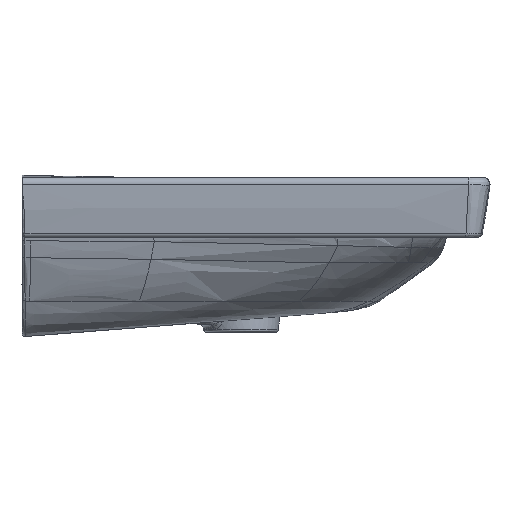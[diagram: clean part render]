
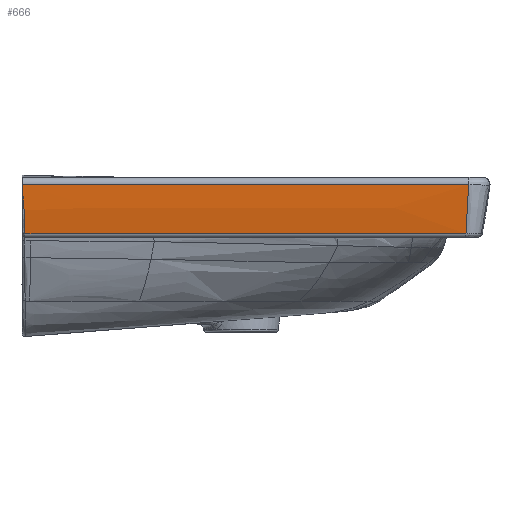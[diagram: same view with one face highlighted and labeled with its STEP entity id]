
A CAD part, left-side view. The second image highlights one B-rep face of the part: STEP entity #666.
In plain terms, the highlighted face is a extrusion surface.
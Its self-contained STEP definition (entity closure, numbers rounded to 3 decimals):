
#47=SURFACE_OF_LINEAR_EXTRUSION('',#4155,#406);
#350=LINE('',#69235,#401);
#352=LINE('',#69246,#403);
#401=VECTOR('',#4450,1.);
#403=VECTOR('',#4454,1.);
#406=VECTOR('',#4467,1.);
#666=ADVANCED_FACE('',(#1014),#47,.F.);
#1014=FACE_OUTER_BOUND('',#1276,.T.);
#1276=EDGE_LOOP('',(#2550,#2551,#2552,#2553));
#2550=ORIENTED_EDGE('',*,*,#3631,.T.);
#2551=ORIENTED_EDGE('',*,*,#3630,.T.);
#2552=ORIENTED_EDGE('',*,*,#3634,.T.);
#2553=ORIENTED_EDGE('',*,*,#3651,.F.);
#2967=VERTEX_POINT('',#65683);
#2970=VERTEX_POINT('',#65802);
#2994=VERTEX_POINT('',#69236);
#2996=VERTEX_POINT('',#69247);
#3630=EDGE_CURVE('',#2970,#2967,#4142,.T.);
#3631=EDGE_CURVE('',#2994,#2970,#350,.T.);
#3634=EDGE_CURVE('',#2967,#2996,#352,.T.);
#3651=EDGE_CURVE('',#2994,#2996,#4154,.T.);
#4142=B_SPLINE_CURVE_WITH_KNOTS('',3,(#69178,#69179,#69180,#69181,#69182,
#69183,#69184,#69185,#69186,#69187,#69188,#69189,#69190,#69191,#69192,#69193,
#69194,#69195,#69196,#69197,#69198,#69199,#69200,#69201,#69202,#69203,#69204),
 .UNSPECIFIED.,.F.,.F.,(4,2,2,2,1,1,2,2,2,2,2,1,2,2,4),(0.,0.125,
0.187,0.219,0.234,0.242,
0.246,0.25,0.375,0.437,
0.469,0.484,0.492,0.5,
1.),.UNSPECIFIED.);
#4154=B_SPLINE_CURVE_WITH_KNOTS('',3,(#69628,#69629,#69630,#69631,#69632,
#69633,#69634),.UNSPECIFIED.,.F.,.F.,(4,1,1,1,4),(0.,0.16,
0.462,0.765,1.),.UNSPECIFIED.);
#4155=B_SPLINE_CURVE_WITH_KNOTS('',3,(#69635,#69636,#69637,#69638,#69639,
#69640,#69641,#69642,#69643,#69644,#69645,#69646,#69647,#69648),
 .UNSPECIFIED.,.F.,.F.,(4,2,2,2,2,2,4),(0.,0.045,0.197,
0.5,0.803,0.955,1.),.UNSPECIFIED.);
#4450=DIRECTION('',(0.,1.,0.));
#4454=DIRECTION('',(0.,-1.,0.));
#4467=DIRECTION('',(0.,-1.,0.));
#65683=CARTESIAN_POINT('',(-595.378,-3.,-56.675));
#65802=CARTESIAN_POINT('',(-599.999,0.,-7.118));
#69178=CARTESIAN_POINT('',(-599.999,0.,-7.118));
#69179=CARTESIAN_POINT('',(-599.953,-0.249,-9.879));
#69180=CARTESIAN_POINT('',(-599.879,-0.466,-12.297));
#69181=CARTESIAN_POINT('',(-599.759,-0.741,-15.408));
#69182=CARTESIAN_POINT('',(-599.718,-0.825,-16.359));
#69183=CARTESIAN_POINT('',(-599.657,-0.938,-17.658));
#69184=CARTESIAN_POINT('',(-599.636,-0.974,-18.069));
#69185=CARTESIAN_POINT('',(-599.607,-1.024,-18.654));
#69186=CARTESIAN_POINT('',(-599.592,-1.048,-18.938));
#69187=CARTESIAN_POINT('',(-599.575,-1.075,-19.256));
#69188=CARTESIAN_POINT('',(-599.568,-1.087,-19.389));
#69189=CARTESIAN_POINT('',(-599.563,-1.094,-19.477));
#69190=CARTESIAN_POINT('',(-599.562,-1.095,-19.492));
#69191=CARTESIAN_POINT('',(-599.433,-1.297,-21.867));
#69192=CARTESIAN_POINT('',(-599.29,-1.475,-24.054));
#69193=CARTESIAN_POINT('',(-599.058,-1.715,-27.159));
#69194=CARTESIAN_POINT('',(-598.978,-1.79,-28.165));
#69195=CARTESIAN_POINT('',(-598.854,-1.897,-29.631));
#69196=CARTESIAN_POINT('',(-598.812,-1.932,-30.112));
#69197=CARTESIAN_POINT('',(-598.749,-1.982,-30.823));
#69198=CARTESIAN_POINT('',(-598.717,-2.007,-31.176));
#69199=CARTESIAN_POINT('',(-598.685,-2.031,-31.524));
#69200=CARTESIAN_POINT('',(-598.664,-2.047,-31.756));
#69201=CARTESIAN_POINT('',(-598.655,-2.053,-31.843));
#69202=CARTESIAN_POINT('',(-597.784,-2.687,-41.173));
#69203=CARTESIAN_POINT('',(-596.626,-3.,-49.402));
#69204=CARTESIAN_POINT('',(-595.378,-3.,-56.675));
#69235=CARTESIAN_POINT('',(-599.999,-448.515,-7.118));
#69236=CARTESIAN_POINT('',(-599.996,-448.516,-7.117));
#69246=CARTESIAN_POINT('',(-595.378,0.,-56.675));
#69247=CARTESIAN_POINT('',(-595.378,-445.86,-56.675));
#69628=CARTESIAN_POINT('',(-599.996,-448.516,-7.117));
#69629=CARTESIAN_POINT('',(-599.952,-448.374,-9.771));
#69630=CARTESIAN_POINT('',(-599.738,-447.965,-17.448));
#69631=CARTESIAN_POINT('',(-598.928,-447.287,-30.133));
#69632=CARTESIAN_POINT('',(-597.389,-446.544,-44.005));
#69633=CARTESIAN_POINT('',(-596.038,-446.068,-52.83));
#69634=CARTESIAN_POINT('',(-595.378,-445.86,-56.675));
#69635=CARTESIAN_POINT('',(-591.293,0.,-79.178));
#69636=CARTESIAN_POINT('',(-591.562,0.,-77.704));
#69637=CARTESIAN_POINT('',(-591.831,0.,-76.23));
#69638=CARTESIAN_POINT('',(-592.996,0.,-69.838));
#69639=CARTESIAN_POINT('',(-593.893,0.,-64.919));
#69640=CARTESIAN_POINT('',(-596.58,0.,-50.181));
#69641=CARTESIAN_POINT('',(-597.915,0.,-40.276));
#69642=CARTESIAN_POINT('',(-599.67,0.,-20.389));
#69643=CARTESIAN_POINT('',(-600.073,0.,-10.407));
#69644=CARTESIAN_POINT('',(-600.033,0.,4.58));
#69645=CARTESIAN_POINT('',(-600.019,0.,9.58));
#69646=CARTESIAN_POINT('',(-600.002,0.,16.079));
#69647=CARTESIAN_POINT('',(-599.998,0.,17.577));
#69648=CARTESIAN_POINT('',(-599.994,0.,19.076));
